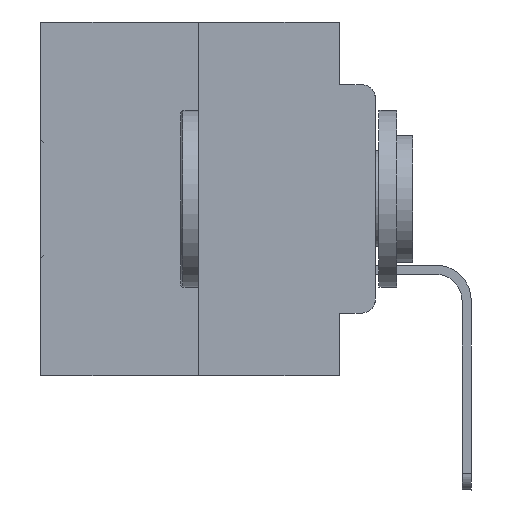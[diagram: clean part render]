
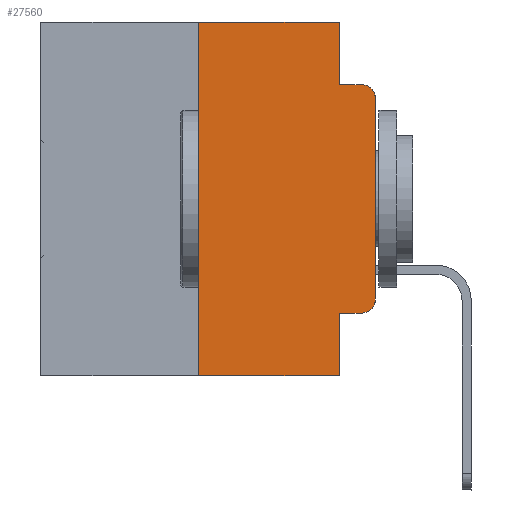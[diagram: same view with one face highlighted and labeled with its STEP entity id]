
A CAD part, left-side view. The second image highlights one B-rep face of the part: STEP entity #27560.
In plain terms, the highlighted planar face has unit normal (-1, 0, 0).
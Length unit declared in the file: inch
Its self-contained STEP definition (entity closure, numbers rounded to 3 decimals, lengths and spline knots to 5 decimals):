
#154 = CARTESIAN_POINT ( 'NONE',  ( 0., 0.02, -0.4115 ) ) ;
#864 = DIRECTION ( 'NONE',  ( 0., 0., -1. ) ) ;
#1045 = ORIENTED_EDGE ( 'NONE', *, *, #3886, .F. ) ;
#1168 = ORIENTED_EDGE ( 'NONE', *, *, #9758, .T. ) ;
#1923 = DIRECTION ( 'NONE',  ( 0., -1., 0. ) ) ;
#2294 = VECTOR ( 'NONE', #8223, 39.37008 ) ;
#2923 = CARTESIAN_POINT ( 'NONE',  ( 0., 0.051, 0. ) ) ;
#3023 = DIRECTION ( 'NONE',  ( 0., 0., 1. ) ) ;
#3261 = CARTESIAN_POINT ( 'NONE',  ( 0., 0.25, -0.5 ) ) ;
#3314 = EDGE_LOOP ( 'NONE', ( #18735, #18128, #19668, #3794, #1045, #26983, #24917, #20332, #21030, #1168 ) ) ;
#3560 = CARTESIAN_POINT ( 'NONE',  ( 0., 0., -0.1085 ) ) ;
#3794 = ORIENTED_EDGE ( 'NONE', *, *, #4613, .F. ) ;
#3886 = EDGE_CURVE ( 'NONE', #15007, #12236, #13106, .T. ) ;
#4605 = EDGE_CURVE ( 'NONE', #29058, #13835, #15672, .T. ) ;
#4613 = EDGE_CURVE ( 'NONE', #12236, #23597, #14153, .T. ) ;
#4871 = VECTOR ( 'NONE', #13654, 39.37008 ) ;
#5067 = VERTEX_POINT ( 'NONE', #16344 ) ;
#5726 = DIRECTION ( 'NONE',  ( 0., -1., 0. ) ) ;
#5773 = LINE ( 'NONE', #10771, #24222 ) ;
#6149 = CARTESIAN_POINT ( 'NONE',  ( 0., 0.473, 0. ) ) ;
#6187 = VERTEX_POINT ( 'NONE', #25090 ) ;
#6266 = VECTOR ( 'NONE', #10289, 39.37008 ) ;
#6838 = AXIS2_PLACEMENT_3D ( 'NONE', #6149, #18546, #18248 ) ;
#6896 = CARTESIAN_POINT ( 'NONE',  ( 0., 0.051, 0. ) ) ;
#6993 = DIRECTION ( 'NONE',  ( -1., 0., 0. ) ) ;
#8223 = DIRECTION ( 'NONE',  ( 0., -1., 0. ) ) ;
#8354 = LINE ( 'NONE', #17573, #2294 ) ;
#8500 = EDGE_CURVE ( 'NONE', #26286, #28605, #8354, .T. ) ;
#8946 = CARTESIAN_POINT ( 'NONE',  ( 0., 0.051, 0. ) ) ;
#9664 = VERTEX_POINT ( 'NONE', #154 ) ;
#9758 = EDGE_CURVE ( 'NONE', #9664, #29058, #21438, .T. ) ;
#9933 = VECTOR ( 'NONE', #22314, 39.37008 ) ;
#10053 = VECTOR ( 'NONE', #3023, 39.37008 ) ;
#10289 = DIRECTION ( 'NONE',  ( 0., 0., -1. ) ) ;
#10771 = CARTESIAN_POINT ( 'NONE',  ( 0., 0.051, -0.4115 ) ) ;
#11714 = CARTESIAN_POINT ( 'NONE',  ( 0., 0.02, -0.1085 ) ) ;
#12236 = VERTEX_POINT ( 'NONE', #6896 ) ;
#13106 = LINE ( 'NONE', #21956, #14968 ) ;
#13515 = LINE ( 'NONE', #8946, #4871 ) ;
#13654 = DIRECTION ( 'NONE',  ( 0., 0., -1. ) ) ;
#13835 = VERTEX_POINT ( 'NONE', #3560 ) ;
#13852 = CARTESIAN_POINT ( 'NONE',  ( 0., 0., -0.3915 ) ) ;
#14052 = CARTESIAN_POINT ( 'NONE',  ( 0., 0.051, -0.0885 ) ) ;
#14153 = LINE ( 'NONE', #2923, #6266 ) ;
#14556 = DIRECTION ( 'NONE',  ( 0., 0., -1. ) ) ;
#14968 = VECTOR ( 'NONE', #22265, 39.37008 ) ;
#15007 = VERTEX_POINT ( 'NONE', #17951 ) ;
#15672 = LINE ( 'NONE', #19773, #10053 ) ;
#15943 = EDGE_CURVE ( 'NONE', #26286, #15007, #27627, .T. ) ;
#16344 = CARTESIAN_POINT ( 'NONE',  ( 0., 0.02, -0.0885 ) ) ;
#17438 = CARTESIAN_POINT ( 'NONE',  ( 0., 0.02, -0.3915 ) ) ;
#17573 = CARTESIAN_POINT ( 'NONE',  ( 0., 0.473, -0.5 ) ) ;
#17951 = CARTESIAN_POINT ( 'NONE',  ( 0., 0.25, 0. ) ) ;
#18128 = ORIENTED_EDGE ( 'NONE', *, *, #21017, .T. ) ;
#18248 = DIRECTION ( 'NONE',  ( 0., 0., -1. ) ) ;
#18546 = DIRECTION ( 'NONE',  ( 1., 0., 0. ) ) ;
#18735 = ORIENTED_EDGE ( 'NONE', *, *, #4605, .T. ) ;
#19313 = LINE ( 'NONE', #14052, #30670 ) ;
#19668 = ORIENTED_EDGE ( 'NONE', *, *, #20486, .F. ) ;
#19721 = AXIS2_PLACEMENT_3D ( 'NONE', #17438, #24899, #864 ) ;
#19773 = CARTESIAN_POINT ( 'NONE',  ( 0., 0., 0. ) ) ;
#20332 = ORIENTED_EDGE ( 'NONE', *, *, #28805, .F. ) ;
#20486 = EDGE_CURVE ( 'NONE', #23597, #5067, #19313, .T. ) ;
#20857 = FACE_OUTER_BOUND ( 'NONE', #3314, .T. ) ;
#21017 = EDGE_CURVE ( 'NONE', #13835, #5067, #29487, .T. ) ;
#21030 = ORIENTED_EDGE ( 'NONE', *, *, #28060, .T. ) ;
#21438 = CIRCLE ( 'NONE', #19721, 0.02 ) ;
#21956 = CARTESIAN_POINT ( 'NONE',  ( 0., 0.473, 0. ) ) ;
#22265 = DIRECTION ( 'NONE',  ( 0., -1., 0. ) ) ;
#22314 = DIRECTION ( 'NONE',  ( 0., 0., 1. ) ) ;
#23597 = VERTEX_POINT ( 'NONE', #26817 ) ;
#24222 = VECTOR ( 'NONE', #5726, 39.37008 ) ;
#24332 = CARTESIAN_POINT ( 'NONE',  ( 0., 0.25, 0. ) ) ;
#24899 = DIRECTION ( 'NONE',  ( -1., 0., 0. ) ) ;
#24917 = ORIENTED_EDGE ( 'NONE', *, *, #8500, .T. ) ;
#25090 = CARTESIAN_POINT ( 'NONE',  ( 0., 0.051, -0.4115 ) ) ;
#26286 = VERTEX_POINT ( 'NONE', #3261 ) ;
#26817 = CARTESIAN_POINT ( 'NONE',  ( 0., 0.051, -0.0885 ) ) ;
#26983 = ORIENTED_EDGE ( 'NONE', *, *, #15943, .F. ) ;
#27560 = ADVANCED_FACE ( 'NONE', ( #20857 ), #27834, .F. ) ;
#27627 = LINE ( 'NONE', #24332, #9933 ) ;
#27834 = PLANE ( 'NONE',  #6838 ) ;
#28060 = EDGE_CURVE ( 'NONE', #6187, #9664, #5773, .T. ) ;
#28490 = AXIS2_PLACEMENT_3D ( 'NONE', #11714, #6993, #14556 ) ;
#28605 = VERTEX_POINT ( 'NONE', #29421 ) ;
#28805 = EDGE_CURVE ( 'NONE', #6187, #28605, #13515, .T. ) ;
#29058 = VERTEX_POINT ( 'NONE', #13852 ) ;
#29421 = CARTESIAN_POINT ( 'NONE',  ( 0., 0.051, -0.5 ) ) ;
#29487 = CIRCLE ( 'NONE', #28490, 0.02 ) ;
#30670 = VECTOR ( 'NONE', #1923, 39.37008 ) ;
